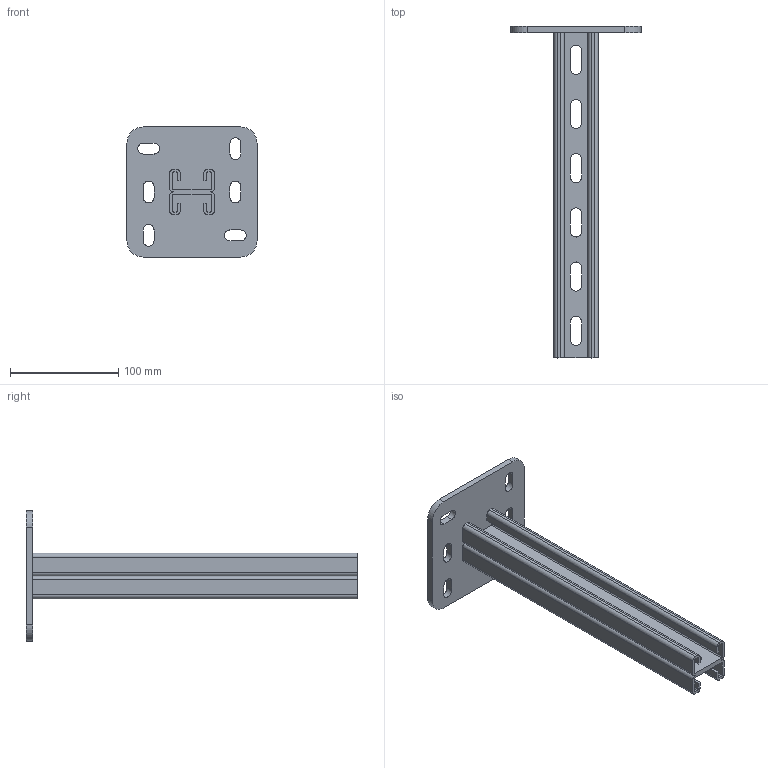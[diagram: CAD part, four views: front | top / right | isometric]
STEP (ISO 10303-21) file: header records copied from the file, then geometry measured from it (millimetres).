
FILE_DESCRIPTION (( 'STEP AP203' ), '1' );
FILE_NAME ('Ïîäâåñ BSD-21_BSD2103.STEP', '2012-11-16T08:59:55', ( 'Àñååâ' ), ( '' ), 'SwSTEP 2.0', 'SolidWorks 2012', '' );
FILE_SCHEMA (( 'CONFIG_CONTROL_DESIGN' ));
Length unit declared in the file: millimetre
Products named in the file (1): 砐鳱殥 BSD-21_BSD2103
Bounding box: 120 x 306 x 120 mm (x, y, z)
Volume: 222827.1 mm3; surface area: 133756.1 mm2
Topology: 1 solids, 1 shells, 113 faces, 330 edges, 220 vertices
Faces by surface type: plane 61, cylinder 52
Entity records: 3893 total; most frequent: CARTESIAN_POINT 664, DIRECTION 662, ORIENTED_EDGE 660, EDGE_CURVE 330, VECTOR 226, LINE 226, VERTEX_POINT 220, AXIS2_PLACEMENT_3D 218
